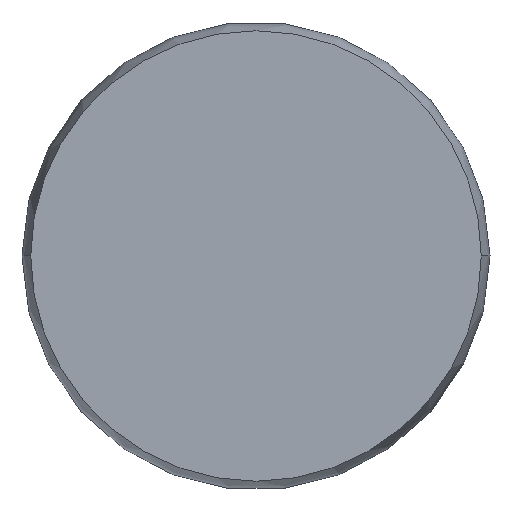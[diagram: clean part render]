
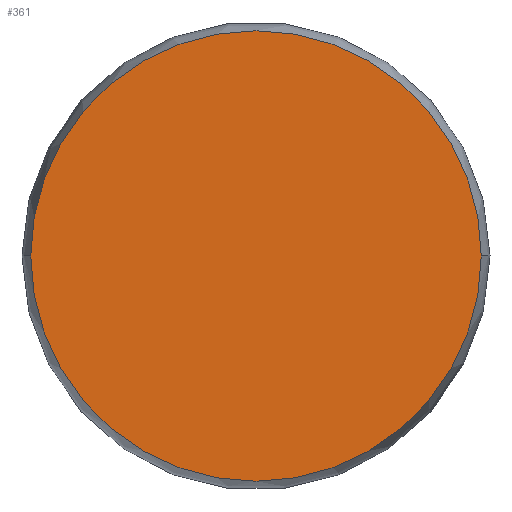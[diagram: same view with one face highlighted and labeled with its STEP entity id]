
A CAD part, left-side view. The second image highlights one B-rep face of the part: STEP entity #361.
In plain terms, the highlighted planar face has unit normal (-1, 0, 0).
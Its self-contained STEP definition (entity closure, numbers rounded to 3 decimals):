
#1 = CARTESIAN_POINT ( 'NONE',  ( -1.75, 1.57, 0. ) ) ;
#13 = EDGE_CURVE ( 'NONE', #79, #604, #118, .T. ) ;
#36 = DIRECTION ( 'NONE',  ( -1., 0., 0. ) ) ;
#67 = PLANE ( 'NONE',  #454 ) ;
#79 = VERTEX_POINT ( 'NONE', #1 ) ;
#95 = AXIS2_PLACEMENT_3D ( 'NONE', #717, #36, #719 ) ;
#106 = EDGE_CURVE ( 'NONE', #604, #79, #236, .T. ) ;
#118 = CIRCLE ( 'NONE', #95, 0.77 ) ;
#128 = ORIENTED_EDGE ( 'NONE', *, *, #106, .T. ) ;
#190 = DIRECTION ( 'NONE',  ( 0., -1., 0. ) ) ;
#219 = DIRECTION ( 'NONE',  ( -1., 0., 0. ) ) ;
#222 = DIRECTION ( 'NONE',  ( -1., 0., 0. ) ) ;
#236 = CIRCLE ( 'NONE', #445, 0.77 ) ;
#239 = CARTESIAN_POINT ( 'NONE',  ( -1.75, 0.8, 0. ) ) ;
#361 = ADVANCED_FACE ( 'NONE', ( #588 ), #67, .T. ) ;
#374 = ORIENTED_EDGE ( 'NONE', *, *, #13, .T. ) ;
#418 = CARTESIAN_POINT ( 'NONE',  ( -1.75, 0.03, 0. ) ) ;
#445 = AXIS2_PLACEMENT_3D ( 'NONE', #239, #222, #581 ) ;
#454 = AXIS2_PLACEMENT_3D ( 'NONE', #418, #219, #190 ) ;
#581 = DIRECTION ( 'NONE',  ( 0., -1., 0. ) ) ;
#588 = FACE_OUTER_BOUND ( 'NONE', #692, .T. ) ;
#604 = VERTEX_POINT ( 'NONE', #714 ) ;
#692 = EDGE_LOOP ( 'NONE', ( #128, #374 ) ) ;
#714 = CARTESIAN_POINT ( 'NONE',  ( -1.75, 0.03, 0. ) ) ;
#717 = CARTESIAN_POINT ( 'NONE',  ( -1.75, 0.8, 0. ) ) ;
#719 = DIRECTION ( 'NONE',  ( 0., -1., 0. ) ) ;
